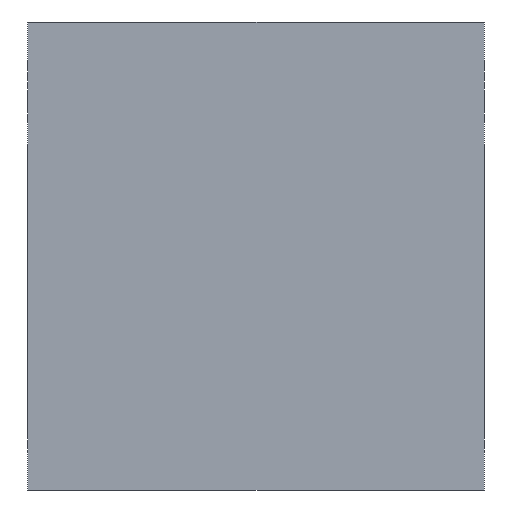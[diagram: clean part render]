
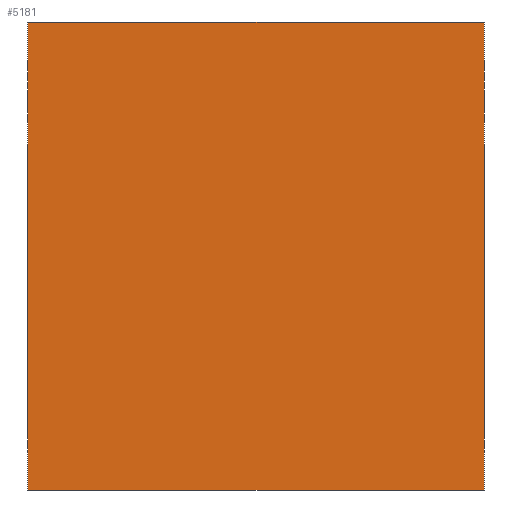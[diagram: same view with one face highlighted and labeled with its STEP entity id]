
A CAD part, front view. The second image highlights one B-rep face of the part: STEP entity #5181.
In plain terms, the highlighted planar face has unit normal (0, -1, 0).
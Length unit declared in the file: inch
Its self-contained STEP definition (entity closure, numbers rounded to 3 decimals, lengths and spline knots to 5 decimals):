
#9=DIRECTION('',(1.,0.,0.));
#10=VECTOR('',#9,2.438);
#11=CARTESIAN_POINT('',(0.,-4.766,0.));
#12=LINE('',#11,#10);
#431=DIRECTION('',(0.,0.,1.));
#432=VECTOR('',#431,2.5);
#433=CARTESIAN_POINT('',(2.438,-4.766,0.));
#434=LINE('',#433,#432);
#961=DIRECTION('',(0.,0.,1.));
#962=VECTOR('',#961,2.5);
#963=CARTESIAN_POINT('',(0.,-4.766,0.));
#964=LINE('',#963,#962);
#1551=DIRECTION('',(1.,0.,0.));
#1552=VECTOR('',#1551,2.438);
#1553=CARTESIAN_POINT('',(0.,-4.766,2.5));
#1554=LINE('',#1553,#1552);
#4148=CARTESIAN_POINT('',(0.,-4.766,0.));
#4149=CARTESIAN_POINT('',(2.438,-4.766,0.));
#4150=VERTEX_POINT('',#4148);
#4151=VERTEX_POINT('',#4149);
#4152=CARTESIAN_POINT('',(0.,-4.766,2.5));
#4153=CARTESIAN_POINT('',(2.438,-4.766,2.5));
#4154=VERTEX_POINT('',#4152);
#4155=VERTEX_POINT('',#4153);
#5168=CARTESIAN_POINT('',(0.,-4.766,0.));
#5169=DIRECTION('',(0.,-1.,0.));
#5170=DIRECTION('',(1.,0.,0.));
#5171=AXIS2_PLACEMENT_3D('',#5168,#5169,#5170);
#5172=PLANE('',#5171);
#5173=ORIENTED_EDGE('',*,*,#4584,.F.);
#5175=ORIENTED_EDGE('',*,*,#5174,.T.);
#5177=ORIENTED_EDGE('',*,*,#5176,.T.);
#5178=ORIENTED_EDGE('',*,*,#5084,.F.);
#5179=EDGE_LOOP('',(#5173,#5175,#5177,#5178));
#5180=FACE_OUTER_BOUND('',#5179,.F.);
#5181=ADVANCED_FACE('',(#5180),#5172,.T.);
#4584=EDGE_CURVE('',#4150,#4151,#12,.T.);
#5084=EDGE_CURVE('',#4151,#4155,#434,.T.);
#5174=EDGE_CURVE('',#4150,#4154,#964,.T.);
#5176=EDGE_CURVE('',#4154,#4155,#1554,.T.);
